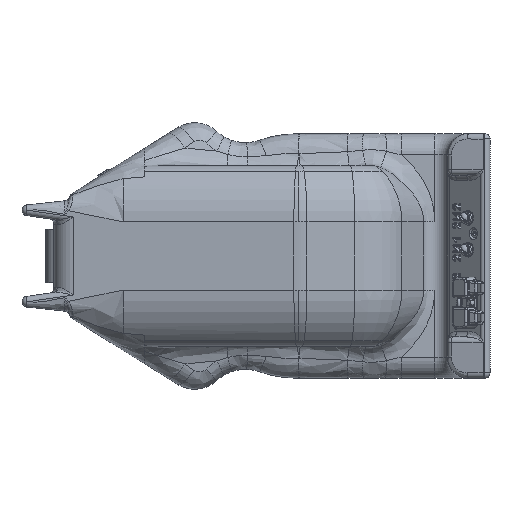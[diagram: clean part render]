
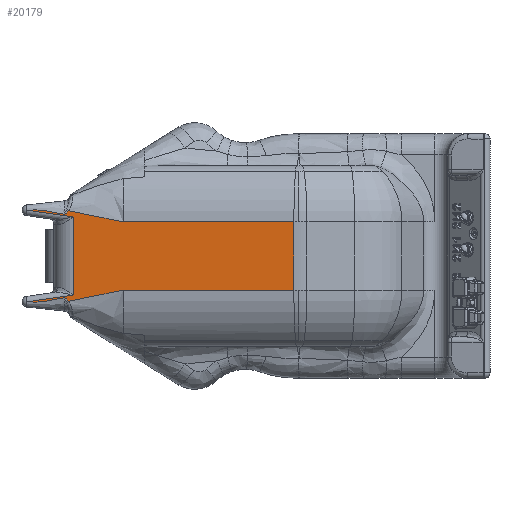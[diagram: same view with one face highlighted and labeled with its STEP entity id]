
A CAD part, left-side view. The second image highlights one B-rep face of the part: STEP entity #20179.
In plain terms, the highlighted planar face has unit normal (-0.997, 0.073, 0).
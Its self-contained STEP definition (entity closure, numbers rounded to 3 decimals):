
#10452 = CARTESIAN_POINT ( 'NONE',  ( -167.841, 184.358, 0. ) ) ;
#10462 = PLANE ( 'NONE',  #41287 ) ;
#10469 = DIRECTION ( 'NONE',  ( 0.997, -0.073, 0. ) ) ;
#10471 = DIRECTION ( 'NONE',  ( -0.073, -0.997, 0. ) ) ;
#15226 = ORIENTED_EDGE ( 'NONE', *, *, #37205, .T. ) ;
#15251 = ORIENTED_EDGE ( 'NONE', *, *, #37136, .F. ) ;
#15255 = ORIENTED_EDGE ( 'NONE', *, *, #35102, .T. ) ;
#15261 = ORIENTED_EDGE ( 'NONE', *, *, #29554, .F. ) ;
#15269 = ORIENTED_EDGE ( 'NONE', *, *, #36799, .T. ) ;
#15277 = ORIENTED_EDGE ( 'NONE', *, *, #29572, .T. ) ;
#15286 = ORIENTED_EDGE ( 'NONE', *, *, #35127, .F. ) ;
#15289 = ORIENTED_EDGE ( 'NONE', *, *, #37132, .F. ) ;
#15339 = ORIENTED_EDGE ( 'NONE', *, *, #35172, .T. ) ;
#15363 = ORIENTED_EDGE ( 'NONE', *, *, #35130, .F. ) ;
#15365 = ORIENTED_EDGE ( 'NONE', *, *, #35159, .F. ) ;
#15369 = ORIENTED_EDGE ( 'NONE', *, *, #29219, .T. ) ;
#17316 = B_SPLINE_CURVE_WITH_KNOTS ( 'NONE', 3,
 ( #19432, #19435, #19436, #19437, #19438, #19439, #19440 ),
 .UNSPECIFIED., .F., .F.,
 ( 4, 3, 4 ),
 ( 3.986, 4., 5. ),
 .UNSPECIFIED. ) ;
#18832 = CARTESIAN_POINT ( 'NONE',  ( -167.841, 184.358, 32. ) ) ;
#18837 = DIRECTION ( 'NONE',  ( 0.073, 0.997, 0. ) ) ;
#19432 = CARTESIAN_POINT ( 'NONE',  ( -152.434, 395.902, 42.607 ) ) ;
#19435 = CARTESIAN_POINT ( 'NONE',  ( -152.456, 395.601, 42.535 ) ) ;
#19436 = CARTESIAN_POINT ( 'NONE',  ( -152.478, 395.301, 42.463 ) ) ;
#19437 = CARTESIAN_POINT ( 'NONE',  ( -152.5, 395., 42.391 ) ) ;
#19438 = CARTESIAN_POINT ( 'NONE',  ( -154.075, 373.376, 37.195 ) ) ;
#19439 = CARTESIAN_POINT ( 'NONE',  ( -155.65, 351.752, 32. ) ) ;
#19440 = CARTESIAN_POINT ( 'NONE',  ( -156.142, 345., 32. ) ) ;
#19472 = CARTESIAN_POINT ( 'NONE',  ( -151.459, 409.295, 39.226 ) ) ;
#19473 = DIRECTION ( 'NONE',  ( -0.072, -0.987, -0.143 ) ) ;
#20179 = ADVANCED_FACE ( 'NONE', ( #26484 ), #10462, .F. ) ;
#22161 = LINE ( 'NONE', #24153, #22181 ) ;
#22181 = VECTOR ( 'NONE', #24154, 1000. ) ;
#22199 = VECTOR ( 'NONE', #24393, 1000. ) ;
#22201 = LINE ( 'NONE', #24392, #22199 ) ;
#22211 = LINE ( 'NONE', #24456, #22217 ) ;
#22217 = VECTOR ( 'NONE', #24479, 1000. ) ;
#22513 = LINE ( 'NONE', #26226, #22514 ) ;
#22514 = VECTOR ( 'NONE', #26227, 1000. ) ;
#22862 = EDGE_LOOP ( 'NONE', ( #15261, #15226, #15269, #15277, #15339, #15365, #15286, #15251, #15255, #15289, #15363, #15369 ) ) ;
#23912 = CARTESIAN_POINT ( 'NONE',  ( -152.434, 395.902, -42.607 ) ) ;
#23938 = CARTESIAN_POINT ( 'NONE',  ( -152.456, 395.601, -42.535 ) ) ;
#23939 = CARTESIAN_POINT ( 'NONE',  ( -152.478, 395.301, -42.463 ) ) ;
#23940 = CARTESIAN_POINT ( 'NONE',  ( -152.5, 395., -42.391 ) ) ;
#23941 = CARTESIAN_POINT ( 'NONE',  ( -154.075, 373.376, -37.195 ) ) ;
#23942 = CARTESIAN_POINT ( 'NONE',  ( -155.65, 351.752, -32. ) ) ;
#23943 = CARTESIAN_POINT ( 'NONE',  ( -156.142, 345., -32. ) ) ;
#24093 = CARTESIAN_POINT ( 'NONE',  ( -152.162, 399.637, -39.121 ) ) ;
#24121 = CARTESIAN_POINT ( 'NONE',  ( -151.283, 411.714, -41.962 ) ) ;
#24122 = CARTESIAN_POINT ( 'NONE',  ( -150.407, 423.734, -44.275 ) ) ;
#24123 = CARTESIAN_POINT ( 'NONE',  ( -149.56, 435.363, -43. ) ) ;
#24153 = CARTESIAN_POINT ( 'NONE',  ( -167.841, 184.358, 0. ) ) ;
#24154 = DIRECTION ( 'NONE',  ( 0., 0., -1. ) ) ;
#24392 = CARTESIAN_POINT ( 'NONE',  ( -151.459, 409.295, -39.226 ) ) ;
#24393 = DIRECTION ( 'NONE',  ( -0.072, -0.987, 0.143 ) ) ;
#24456 = CARTESIAN_POINT ( 'NONE',  ( -152.758, 391.453, 0. ) ) ;
#24479 = DIRECTION ( 'NONE',  ( 0., 0., -1. ) ) ;
#24601 = B_SPLINE_CURVE_WITH_KNOTS ( 'NONE', 3,
 ( #23912, #23938, #23939, #23940, #23941, #23942, #23943 ),
 .UNSPECIFIED., .F., .F.,
 ( 4, 3, 4 ),
 ( 3.986, 4., 5. ),
 .UNSPECIFIED. ) ;
#24619 = B_SPLINE_CURVE_WITH_KNOTS ( 'NONE', 3,
 ( #24093, #24121, #24122, #24123 ),
 .UNSPECIFIED., .F., .F.,
 ( 4, 4 ),
 ( 0.716, 1. ),
 .UNSPECIFIED. ) ;
#24641 = B_SPLINE_CURVE_WITH_KNOTS ( 'NONE', 3,
 ( #25102, #25109, #25110, #25111 ),
 .UNSPECIFIED., .F., .F.,
 ( 4, 4 ),
 ( 0.716, 1. ),
 .UNSPECIFIED. ) ;
#24713 = B_SPLINE_CURVE_WITH_KNOTS ( 'NONE', 3,
 ( #26236, #26240, #26241, #26242 ),
 .UNSPECIFIED., .F., .F.,
 ( 4, 4 ),
 ( 0., 0.005 ),
 .UNSPECIFIED. ) ;
#24728 = B_SPLINE_CURVE_WITH_KNOTS ( 'NONE', 3,
 ( #27694, #27698, #27699, #27700 ),
 .UNSPECIFIED., .F., .F.,
 ( 4, 4 ),
 ( 0., 0.005 ),
 .UNSPECIFIED. ) ;
#25102 = CARTESIAN_POINT ( 'NONE',  ( -152.162, 399.637, 39.121 ) ) ;
#25109 = CARTESIAN_POINT ( 'NONE',  ( -151.283, 411.714, 41.962 ) ) ;
#25110 = CARTESIAN_POINT ( 'NONE',  ( -150.407, 423.734, 44.275 ) ) ;
#25111 = CARTESIAN_POINT ( 'NONE',  ( -149.56, 435.363, 43. ) ) ;
#26226 = CARTESIAN_POINT ( 'NONE',  ( -167.841, 184.358, -32. ) ) ;
#26227 = DIRECTION ( 'NONE',  ( 0.073, 0.997, 0. ) ) ;
#26236 = CARTESIAN_POINT ( 'NONE',  ( -152.434, 395.902, -42.607 ) ) ;
#26240 = CARTESIAN_POINT ( 'NONE',  ( -152.349, 397.073, -41.369 ) ) ;
#26241 = CARTESIAN_POINT ( 'NONE',  ( -152.257, 398.343, -40.23 ) ) ;
#26242 = CARTESIAN_POINT ( 'NONE',  ( -152.162, 399.637, -39.121 ) ) ;
#26484 = FACE_OUTER_BOUND ( 'NONE', #22862, .T. ) ;
#27694 = CARTESIAN_POINT ( 'NONE',  ( -152.434, 395.902, 42.607 ) ) ;
#27698 = CARTESIAN_POINT ( 'NONE',  ( -152.349, 397.073, 41.369 ) ) ;
#27699 = CARTESIAN_POINT ( 'NONE',  ( -152.257, 398.343, 40.23 ) ) ;
#27700 = CARTESIAN_POINT ( 'NONE',  ( -152.162, 399.637, 39.121 ) ) ;
#29219 = EDGE_CURVE ( 'NONE', #41766, #42186, #31315, .T. ) ;
#29554 = EDGE_CURVE ( 'NONE', #42365, #42186, #17316, .T. ) ;
#29572 = EDGE_CURVE ( 'NONE', #42373, #41935, #31601, .T. ) ;
#31315 = LINE ( 'NONE', #18832, #31320 ) ;
#31320 = VECTOR ( 'NONE', #18837, 1000. ) ;
#31601 = LINE ( 'NONE', #19472, #31805 ) ;
#31805 = VECTOR ( 'NONE', #19473, 1000. ) ;
#35102 = EDGE_CURVE ( 'NONE', #42360, #41946, #24601, .T. ) ;
#35127 = EDGE_CURVE ( 'NONE', #42361, #41941, #24619, .T. ) ;
#35130 = EDGE_CURVE ( 'NONE', #41766, #41950, #22161, .T. ) ;
#35159 = EDGE_CURVE ( 'NONE', #41941, #41936, #22201, .T. ) ;
#35172 = EDGE_CURVE ( 'NONE', #41935, #41936, #22211, .T. ) ;
#36799 = EDGE_CURVE ( 'NONE', #42364, #42373, #24641, .T. ) ;
#37132 = EDGE_CURVE ( 'NONE', #41950, #41946, #22513, .T. ) ;
#37136 = EDGE_CURVE ( 'NONE', #42360, #42361, #24713, .T. ) ;
#37205 = EDGE_CURVE ( 'NONE', #42365, #42364, #24728, .T. ) ;
#38498 = CARTESIAN_POINT ( 'NONE',  ( -167.841, 184.358, 32. ) ) ;
#38773 = CARTESIAN_POINT ( 'NONE',  ( -152.758, 391.453, 36.642 ) ) ;
#38774 = CARTESIAN_POINT ( 'NONE',  ( -152.758, 391.453, -36.642 ) ) ;
#38779 = CARTESIAN_POINT ( 'NONE',  ( -149.56, 435.363, -43. ) ) ;
#38784 = CARTESIAN_POINT ( 'NONE',  ( -156.142, 345., -32. ) ) ;
#38788 = CARTESIAN_POINT ( 'NONE',  ( -167.841, 184.358, -32. ) ) ;
#38994 = CARTESIAN_POINT ( 'NONE',  ( -156.142, 345., 32. ) ) ;
#39190 = CARTESIAN_POINT ( 'NONE',  ( -152.434, 395.902, -42.607 ) ) ;
#39191 = CARTESIAN_POINT ( 'NONE',  ( -152.162, 399.637, -39.121 ) ) ;
#39194 = CARTESIAN_POINT ( 'NONE',  ( -152.162, 399.637, 39.121 ) ) ;
#39195 = CARTESIAN_POINT ( 'NONE',  ( -152.434, 395.902, 42.607 ) ) ;
#39203 = CARTESIAN_POINT ( 'NONE',  ( -149.56, 435.363, 43. ) ) ;
#41287 = AXIS2_PLACEMENT_3D ( 'NONE', #10452, #10469, #10471 ) ;
#41766 = VERTEX_POINT ( 'NONE', #38498 ) ;
#41935 = VERTEX_POINT ( 'NONE', #38773 ) ;
#41936 = VERTEX_POINT ( 'NONE', #38774 ) ;
#41941 = VERTEX_POINT ( 'NONE', #38779 ) ;
#41946 = VERTEX_POINT ( 'NONE', #38784 ) ;
#41950 = VERTEX_POINT ( 'NONE', #38788 ) ;
#42186 = VERTEX_POINT ( 'NONE', #38994 ) ;
#42360 = VERTEX_POINT ( 'NONE', #39190 ) ;
#42361 = VERTEX_POINT ( 'NONE', #39191 ) ;
#42364 = VERTEX_POINT ( 'NONE', #39194 ) ;
#42365 = VERTEX_POINT ( 'NONE', #39195 ) ;
#42373 = VERTEX_POINT ( 'NONE', #39203 ) ;
